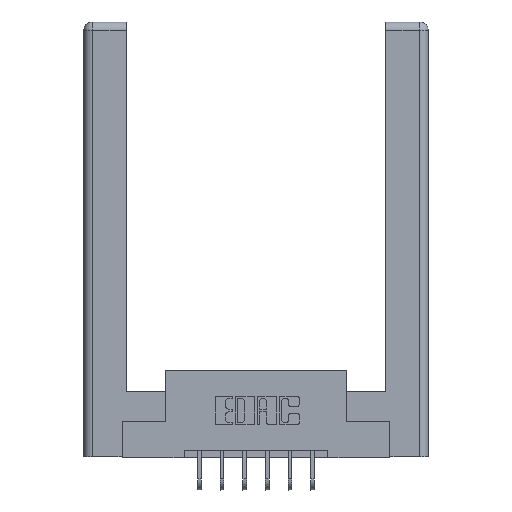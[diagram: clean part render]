
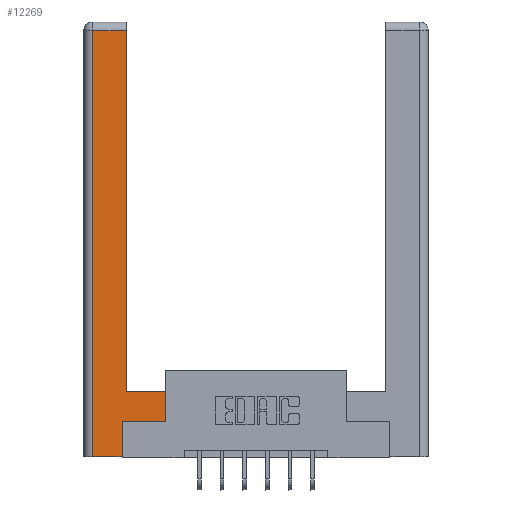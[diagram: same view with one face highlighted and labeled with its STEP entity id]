
A CAD part, top view. The second image highlights one B-rep face of the part: STEP entity #12269.
In plain terms, the highlighted planar face has unit normal (0, 0, 1).
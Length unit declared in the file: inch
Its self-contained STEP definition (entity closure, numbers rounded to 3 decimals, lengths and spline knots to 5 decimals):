
#81 = DIRECTION ( 'NONE',  ( 0., -1., 0. ) ) ;
#111 = ORIENTED_EDGE ( 'NONE', *, *, #7057, .T. ) ;
#293 = VERTEX_POINT ( 'NONE', #7166 ) ;
#391 = PLANE ( 'NONE',  #889 ) ;
#431 = VECTOR ( 'NONE', #9053, 39.37008 ) ;
#804 = VECTOR ( 'NONE', #81, 39.37008 ) ;
#813 = VECTOR ( 'NONE', #1433, 39.37008 ) ;
#874 = CARTESIAN_POINT ( 'NONE',  ( 0.565, 0.245, 0. ) ) ;
#889 = AXIS2_PLACEMENT_3D ( 'NONE', #1476, #8902, #2497 ) ;
#982 = FACE_OUTER_BOUND ( 'NONE', #9492, .T. ) ;
#1093 = DIRECTION ( 'NONE',  ( 0., 1., 0. ) ) ;
#1239 = DIRECTION ( 'NONE',  ( 0., 1., 0. ) ) ;
#1433 = DIRECTION ( 'NONE',  ( -1., 0., 0. ) ) ;
#1476 = CARTESIAN_POINT ( 'NONE',  ( 0., 0., 0. ) ) ;
#1822 = VERTEX_POINT ( 'NONE', #10036 ) ;
#2132 = CARTESIAN_POINT ( 'NONE',  ( 0.265, 0., 0. ) ) ;
#2233 = LINE ( 'NONE', #12090, #431 ) ;
#2249 = ORIENTED_EDGE ( 'NONE', *, *, #7786, .T. ) ;
#2497 = DIRECTION ( 'NONE',  ( -1., 0., 0. ) ) ;
#3219 = CARTESIAN_POINT ( 'NONE',  ( 0.0615, 0., 0. ) ) ;
#3244 = CARTESIAN_POINT ( 'NONE',  ( 0.0615, 2.94, 0. ) ) ;
#3392 = ORIENTED_EDGE ( 'NONE', *, *, #8631, .T. ) ;
#3632 = EDGE_CURVE ( 'NONE', #1822, #3804, #9435, .T. ) ;
#3804 = VERTEX_POINT ( 'NONE', #3244 ) ;
#3885 = VERTEX_POINT ( 'NONE', #6582 ) ;
#4254 = CARTESIAN_POINT ( 'NONE',  ( 0.295, 0.45, 0. ) ) ;
#4497 = ORIENTED_EDGE ( 'NONE', *, *, #3632, .T. ) ;
#4617 = ORIENTED_EDGE ( 'NONE', *, *, #8959, .T. ) ;
#4686 = VERTEX_POINT ( 'NONE', #4254 ) ;
#5419 = CARTESIAN_POINT ( 'NONE',  ( 0.565, 0.45, 0. ) ) ;
#5528 = VECTOR ( 'NONE', #13672, 39.37008 ) ;
#5562 = VECTOR ( 'NONE', #1239, 39.37008 ) ;
#6115 = LINE ( 'NONE', #874, #7435 ) ;
#6209 = EDGE_CURVE ( 'NONE', #3804, #11422, #11585, .T. ) ;
#6243 = CARTESIAN_POINT ( 'NONE',  ( 0.295, 0.45, 0. ) ) ;
#6280 = CARTESIAN_POINT ( 'NONE',  ( 0.265, 0.245, 0. ) ) ;
#6582 = CARTESIAN_POINT ( 'NONE',  ( 0.565, 0.245, 0. ) ) ;
#6716 = LINE ( 'NONE', #12766, #5562 ) ;
#7057 = EDGE_CURVE ( 'NONE', #293, #8554, #10561, .T. ) ;
#7166 = CARTESIAN_POINT ( 'NONE',  ( 0.265, 0., 0. ) ) ;
#7386 = VECTOR ( 'NONE', #12778, 39.37008 ) ;
#7435 = VECTOR ( 'NONE', #10413, 39.37008 ) ;
#7477 = ORIENTED_EDGE ( 'NONE', *, *, #10393, .T. ) ;
#7786 = EDGE_CURVE ( 'NONE', #4686, #1822, #2233, .T. ) ;
#7788 = CARTESIAN_POINT ( 'NONE',  ( 0.0615, 2.94, 0. ) ) ;
#7837 = ORIENTED_EDGE ( 'NONE', *, *, #6209, .T. ) ;
#7863 = LINE ( 'NONE', #2132, #7386 ) ;
#8254 = CARTESIAN_POINT ( 'NONE',  ( 0.0615, 0., 0. ) ) ;
#8554 = VERTEX_POINT ( 'NONE', #6280 ) ;
#8604 = CARTESIAN_POINT ( 'NONE',  ( 0.265, 0.245, 0. ) ) ;
#8631 = EDGE_CURVE ( 'NONE', #11422, #293, #7863, .T. ) ;
#8667 = LINE ( 'NONE', #6243, #5528 ) ;
#8902 = DIRECTION ( 'NONE',  ( 0., 0., -1. ) ) ;
#8959 = EDGE_CURVE ( 'NONE', #3885, #8986, #6716, .T. ) ;
#8986 = VERTEX_POINT ( 'NONE', #5419 ) ;
#9053 = DIRECTION ( 'NONE',  ( 0., 1., 0. ) ) ;
#9414 = ORIENTED_EDGE ( 'NONE', *, *, #12694, .T. ) ;
#9435 = LINE ( 'NONE', #7788, #813 ) ;
#9492 = EDGE_LOOP ( 'NONE', ( #2249, #4497, #7837, #3392, #111, #9414, #4617, #7477 ) ) ;
#10036 = CARTESIAN_POINT ( 'NONE',  ( 0.295, 2.94, 0. ) ) ;
#10393 = EDGE_CURVE ( 'NONE', #8986, #4686, #8667, .T. ) ;
#10413 = DIRECTION ( 'NONE',  ( 1., 0., 0. ) ) ;
#10561 = LINE ( 'NONE', #8604, #11221 ) ;
#11221 = VECTOR ( 'NONE', #1093, 39.37008 ) ;
#11422 = VERTEX_POINT ( 'NONE', #8254 ) ;
#11585 = LINE ( 'NONE', #3219, #804 ) ;
#12090 = CARTESIAN_POINT ( 'NONE',  ( 0.295, 3., 0. ) ) ;
#12269 = ADVANCED_FACE ( 'NONE', ( #982 ), #391, .F. ) ;
#12694 = EDGE_CURVE ( 'NONE', #8554, #3885, #6115, .T. ) ;
#12766 = CARTESIAN_POINT ( 'NONE',  ( 0.565, 0.45, 0. ) ) ;
#12778 = DIRECTION ( 'NONE',  ( 1., 0., 0. ) ) ;
#13672 = DIRECTION ( 'NONE',  ( -1., 0., 0. ) ) ;
